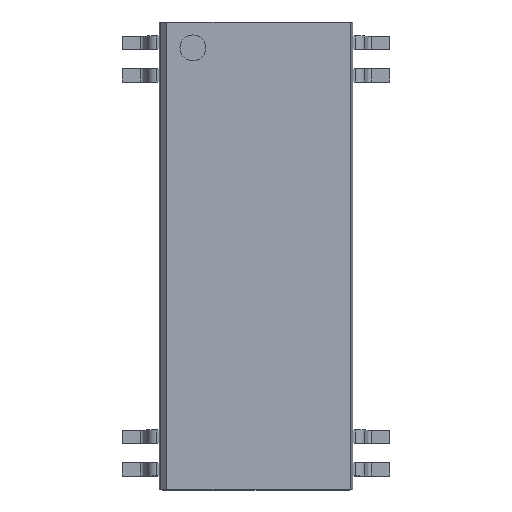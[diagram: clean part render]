
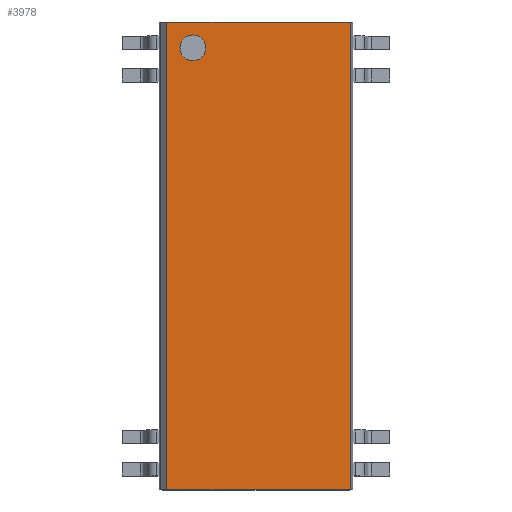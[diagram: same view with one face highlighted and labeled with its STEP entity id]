
A CAD part, top view. The second image highlights one B-rep face of the part: STEP entity #3978.
In plain terms, the highlighted planar face has unit normal (0, 0, 1).
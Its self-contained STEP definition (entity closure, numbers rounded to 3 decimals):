
#3799=CARTESIAN_POINT('',(-1.943,8.05,1.68));
#3800=VERTEX_POINT('',#3799);
#3809=CARTESIAN_POINT('',(-2.943,8.05,1.68));
#3810=VERTEX_POINT('',#3809);
#3811=CARTESIAN_POINT('',(-2.443,8.05,1.68));
#3812=DIRECTION('',(0.0,0.0,-1.0));
#3813=DIRECTION('',(1.0,0.0,0.0));
#3814=AXIS2_PLACEMENT_3D('',#3811,#3812,#3813);
#3815=CIRCLE('',#3814,0.5);
#3816=EDGE_CURVE('',#3810,#3800,#3815,.T.);
#3912=CARTESIAN_POINT('',(-3.443,-9.05,1.68));
#3913=VERTEX_POINT('',#3912);
#3920=CARTESIAN_POINT('',(-3.443,9.05,1.68));
#3921=VERTEX_POINT('',#3920);
#3922=CARTESIAN_POINT('',(-3.443,9.05,1.68));
#3923=DIRECTION('',(0.0,-1.0,0.0));
#3924=VECTOR('',#3923,18.1);
#3925=LINE('',#3922,#3924);
#3926=EDGE_CURVE('',#3921,#3913,#3925,.T.);
#3938=CARTESIAN_POINT('',(-3.443,10.35,1.68));
#3939=DIRECTION('',(0.0,0.0,1.0));
#3940=DIRECTION('',(1.0,0.0,0.0));
#3941=AXIS2_PLACEMENT_3D('',#3938,#3939,#3940);
#3942=PLANE('',#3941);
#3943=CARTESIAN_POINT('',(3.637,-9.05,1.68));
#3944=VERTEX_POINT('',#3943);
#3945=CARTESIAN_POINT('',(-3.443,-9.05,1.68));
#3946=DIRECTION('',(1.0,0.0,0.0));
#3947=VECTOR('',#3946,7.08);
#3948=LINE('',#3945,#3947);
#3949=EDGE_CURVE('',#3913,#3944,#3948,.T.);
#3950=ORIENTED_EDGE('',*,*,#3949,.T.);
#3951=CARTESIAN_POINT('',(3.637,9.05,1.68));
#3952=VERTEX_POINT('',#3951);
#3953=CARTESIAN_POINT('',(3.637,9.05,1.68));
#3954=DIRECTION('',(0.0,-1.0,0.0));
#3955=VECTOR('',#3954,18.1);
#3956=LINE('',#3953,#3955);
#3957=EDGE_CURVE('',#3952,#3944,#3956,.T.);
#3958=ORIENTED_EDGE('',*,*,#3957,.F.);
#3959=CARTESIAN_POINT('',(-3.443,9.05,1.68));
#3960=DIRECTION('',(1.0,0.0,0.0));
#3961=VECTOR('',#3960,7.08);
#3962=LINE('',#3959,#3961);
#3963=EDGE_CURVE('',#3921,#3952,#3962,.T.);
#3964=ORIENTED_EDGE('',*,*,#3963,.F.);
#3965=ORIENTED_EDGE('',*,*,#3926,.T.);
#3966=EDGE_LOOP('',(#3950,#3958,#3964,#3965));
#3967=FACE_OUTER_BOUND('',#3966,.T.);
#3968=CARTESIAN_POINT('',(-2.443,8.05,1.68));
#3969=DIRECTION('',(0.0,0.0,-1.0));
#3970=DIRECTION('',(1.0,0.0,0.0));
#3971=AXIS2_PLACEMENT_3D('',#3968,#3969,#3970);
#3972=CIRCLE('',#3971,0.5);
#3973=EDGE_CURVE('',#3800,#3810,#3972,.T.);
#3974=ORIENTED_EDGE('',*,*,#3973,.T.);
#3975=ORIENTED_EDGE('',*,*,#3816,.T.);
#3976=EDGE_LOOP('',(#3974,#3975));
#3977=FACE_BOUND('',#3976,.T.);
#3978=ADVANCED_FACE('',(#3967,#3977),#3942,.T.);
